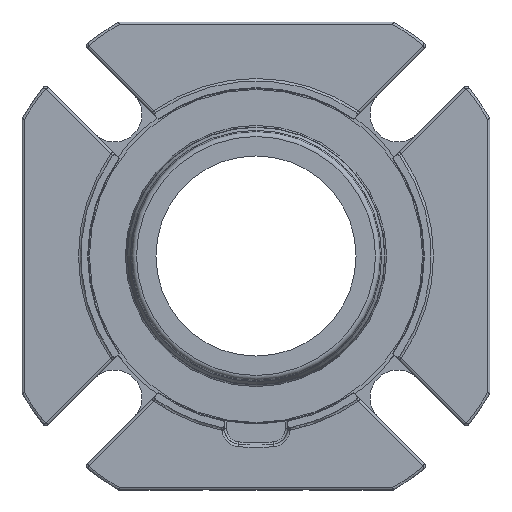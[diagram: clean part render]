
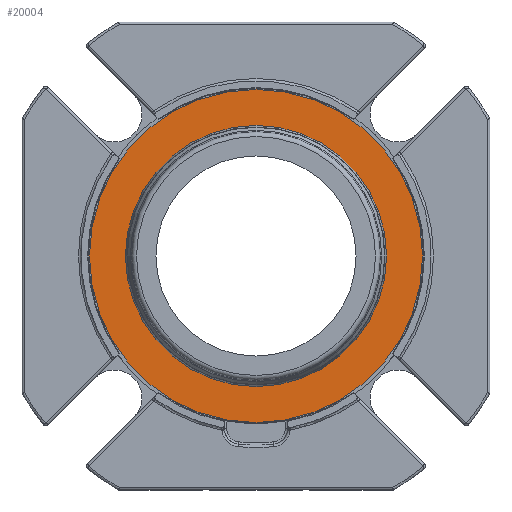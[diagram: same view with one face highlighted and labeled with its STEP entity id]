
A CAD part, left-side view. The second image highlights one B-rep face of the part: STEP entity #20004.
In plain terms, the highlighted planar face has unit normal (-1, 0, 0).
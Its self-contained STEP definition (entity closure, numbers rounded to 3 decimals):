
#2912=CIRCLE('',#21289,41.094);
#2913=CIRCLE('',#21291,52.448);
#3642=PLANE('',#21290);
#5339=ORIENTED_EDGE('',*,*,#11632,.F.);
#5340=ORIENTED_EDGE('',*,*,#11633,.T.);
#11632=EDGE_CURVE('',#14790,#14790,#2912,.F.);
#11633=EDGE_CURVE('',#14791,#14791,#2913,.T.);
#14790=VERTEX_POINT('',#27832);
#14791=VERTEX_POINT('',#27835);
#16850=EDGE_LOOP('',(#5339));
#16851=EDGE_LOOP('',(#5340));
#18262=FACE_BOUND('',#16850,.T.);
#18263=FACE_BOUND('',#16851,.T.);
#20004=ADVANCED_FACE('',(#18262,#18263),#3642,.F.);
#21289=AXIS2_PLACEMENT_3D('',#27831,#23093,#23094);
#21290=AXIS2_PLACEMENT_3D('',#27833,#23095,#23096);
#21291=AXIS2_PLACEMENT_3D('',#27834,#23097,#23098);
#23093=DIRECTION('',(1.,0.,0.));
#23094=DIRECTION('',(0.,0.,-1.));
#23095=DIRECTION('',(1.,0.,0.));
#23096=DIRECTION('',(0.,-1.,0.));
#23097=DIRECTION('',(-1.,0.,0.));
#23098=DIRECTION('',(0.,1.,0.));
#27831=CARTESIAN_POINT('',(39.498,0.,0.));
#27832=CARTESIAN_POINT('',(39.498,0.,-41.094));
#27833=CARTESIAN_POINT('',(39.498,52.448,0.));
#27834=CARTESIAN_POINT('',(39.498,0.,0.));
#27835=CARTESIAN_POINT('',(39.498,52.448,0.));
